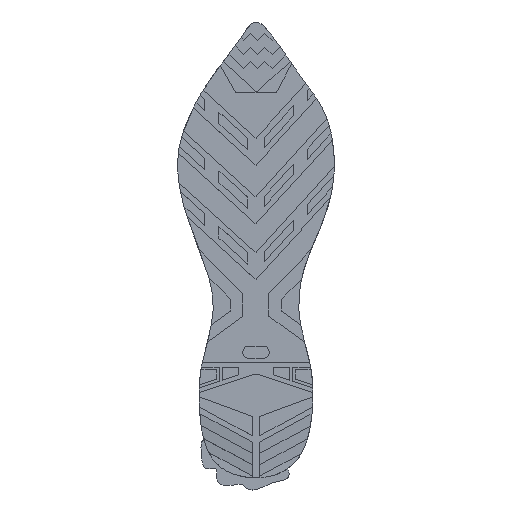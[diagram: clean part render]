
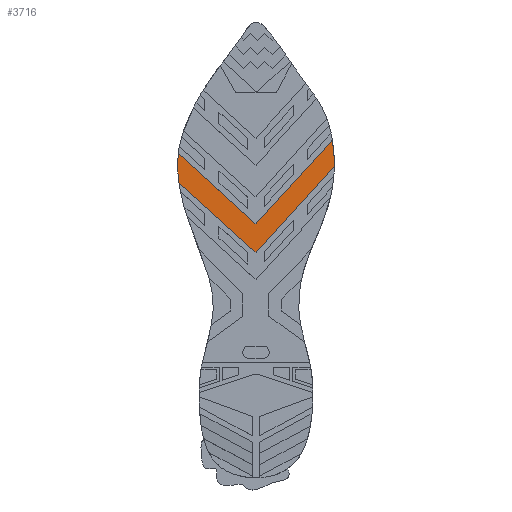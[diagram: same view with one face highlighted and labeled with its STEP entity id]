
A CAD part, top view. The second image highlights one B-rep face of the part: STEP entity #3716.
In plain terms, the highlighted face is planar.
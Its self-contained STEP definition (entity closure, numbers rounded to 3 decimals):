
#26 = ORIENTED_EDGE ( 'NONE', *, *, #2002, .T. ) ;
#45 = EDGE_CURVE ( 'NONE', #832, #2709, #5055, .T. ) ;
#57 = CARTESIAN_POINT ( 'NONE',  ( -54.34, 3., -112.681 ) ) ;
#358 = EDGE_CURVE ( 'NONE', #3571, #6635, #5339, .T. ) ;
#434 = CARTESIAN_POINT ( 'NONE',  ( 28.986, 3., -26.356 ) ) ;
#767 = CARTESIAN_POINT ( 'NONE',  ( 54.096, 3., -87.331 ) ) ;
#832 = VERTEX_POINT ( 'NONE', #1259 ) ;
#927 = EDGE_CURVE ( 'NONE', #6156, #6635, #5980, .T. ) ;
#1088 = DIRECTION ( 'NONE',  ( 0., 0., -1. ) ) ;
#1259 = CARTESIAN_POINT ( 'NONE',  ( -54.991, 3., -98.622 ) ) ;
#1549 = B_SPLINE_CURVE_WITH_KNOTS ( 'NONE', 3,
 ( #4394, #4928, #4326, #3248, #3789, #767 ),
 .UNSPECIFIED., .F., .F.,
 ( 4, 1, 1, 4 ),
 ( 0.151, 0.152, 0.167, 0.175 ),
 .UNSPECIFIED. ) ;
#1566 = PLANE ( 'NONE',  #2147 ) ;
#1685 = CARTESIAN_POINT ( 'NONE',  ( 54.551, 3., -107.835 ) ) ;
#1939 = DIRECTION ( 'NONE',  ( 0.673, 0., 0.74 ) ) ;
#2002 = EDGE_CURVE ( 'NONE', #3571, #3848, #1549, .T. ) ;
#2105 = B_SPLINE_CURVE_WITH_KNOTS ( 'NONE', 3,
 ( #3140, #4146, #3644, #57, #6303 ),
 .UNSPECIFIED., .F., .F.,
 ( 4, 1, 4 ),
 ( 0.838, 0.843, 0.855 ),
 .UNSPECIFIED. ) ;
#2147 = AXIS2_PLACEMENT_3D ( 'NONE', #5733, #2573, #1088 ) ;
#2319 = ORIENTED_EDGE ( 'NONE', *, *, #5795, .F. ) ;
#2389 = ORIENTED_EDGE ( 'NONE', *, *, #5976, .T. ) ;
#2573 = DIRECTION ( 'NONE',  ( 0., -1., 0. ) ) ;
#2709 = VERTEX_POINT ( 'NONE', #3597 ) ;
#2788 = DIRECTION ( 'NONE',  ( -0.74, 0., 0.673 ) ) ;
#3079 = ORIENTED_EDGE ( 'NONE', *, *, #45, .F. ) ;
#3140 = CARTESIAN_POINT ( 'NONE',  ( -54.991, 3., -98.622 ) ) ;
#3248 = CARTESIAN_POINT ( 'NONE',  ( 55.059, 3., -95.959 ) ) ;
#3326 = CARTESIAN_POINT ( 'NONE',  ( -28.986, 3., -31.879 ) ) ;
#3483 = DIRECTION ( 'NONE',  ( 0.74, 0., -0.673 ) ) ;
#3571 = VERTEX_POINT ( 'NONE', #1685 ) ;
#3578 = LINE ( 'NONE', #4556, #6002 ) ;
#3597 = CARTESIAN_POINT ( 'NONE',  ( 0., 3., -38.144 ) ) ;
#3644 = CARTESIAN_POINT ( 'NONE',  ( -54.95, 3., -106.378 ) ) ;
#3716 = ADVANCED_FACE ( 'NONE', ( #5928 ), #1566, .T. ) ;
#3789 = CARTESIAN_POINT ( 'NONE',  ( 54.401, 3., -89.592 ) ) ;
#3848 = VERTEX_POINT ( 'NONE', #6242 ) ;
#3946 = VECTOR ( 'NONE', #4585, 1000. ) ;
#4146 = CARTESIAN_POINT ( 'NONE',  ( -55.013, 3., -100.256 ) ) ;
#4291 = VECTOR ( 'NONE', #1939, 1000. ) ;
#4326 = CARTESIAN_POINT ( 'NONE',  ( 55.105, 3., -102.894 ) ) ;
#4394 = CARTESIAN_POINT ( 'NONE',  ( 54.551, 3., -107.835 ) ) ;
#4556 = CARTESIAN_POINT ( 'NONE',  ( -18.986, 3., -20.88 ) ) ;
#4585 = DIRECTION ( 'NONE',  ( 0.673, 0., 0.74 ) ) ;
#4629 = ORIENTED_EDGE ( 'NONE', *, *, #927, .T. ) ;
#4928 = CARTESIAN_POINT ( 'NONE',  ( 54.589, 3., -107.512 ) ) ;
#5055 = LINE ( 'NONE', #6101, #3946 ) ;
#5339 = LINE ( 'NONE', #3326, #5802 ) ;
#5733 = CARTESIAN_POINT ( 'NONE',  ( 0., 3., 0. ) ) ;
#5795 = EDGE_CURVE ( 'NONE', #2709, #3848, #3578, .T. ) ;
#5802 = VECTOR ( 'NONE', #2788, 1000. ) ;
#5826 = CARTESIAN_POINT ( 'NONE',  ( -53.596, 3., -117.179 ) ) ;
#5922 = ORIENTED_EDGE ( 'NONE', *, *, #358, .F. ) ;
#5928 = FACE_OUTER_BOUND ( 'NONE', #6171, .T. ) ;
#5976 = EDGE_CURVE ( 'NONE', #832, #6156, #2105, .T. ) ;
#5980 = LINE ( 'NONE', #434, #4291 ) ;
#6002 = VECTOR ( 'NONE', #3483, 1000. ) ;
#6101 = CARTESIAN_POINT ( 'NONE',  ( 18.986, 3., -17.263 ) ) ;
#6156 = VERTEX_POINT ( 'NONE', #5826 ) ;
#6171 = EDGE_LOOP ( 'NONE', ( #2319, #3079, #2389, #4629, #5922, #26 ) ) ;
#6242 = CARTESIAN_POINT ( 'NONE',  ( 54.096, 3., -87.331 ) ) ;
#6303 = CARTESIAN_POINT ( 'NONE',  ( -53.596, 3., -117.179 ) ) ;
#6630 = CARTESIAN_POINT ( 'NONE',  ( 0., 3., -58.234 ) ) ;
#6635 = VERTEX_POINT ( 'NONE', #6630 ) ;
